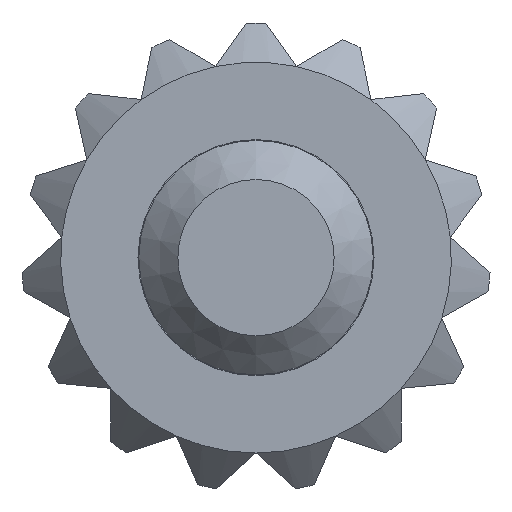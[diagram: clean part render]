
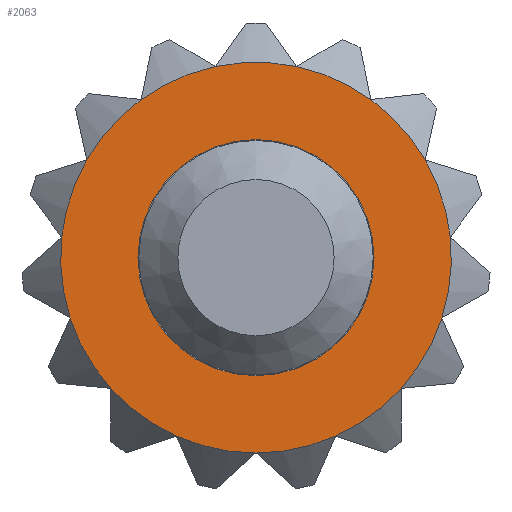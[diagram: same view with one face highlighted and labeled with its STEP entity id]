
A CAD part, front view. The second image highlights one B-rep face of the part: STEP entity #2063.
In plain terms, the highlighted planar face has unit normal (0, -1, 0).
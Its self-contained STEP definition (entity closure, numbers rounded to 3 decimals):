
#10 = CARTESIAN_POINT ( 'NONE',  ( -1.858, 80., -1.673 ) ) ;
#26 = EDGE_CURVE ( 'NONE', #1250, #1518, #363, .T. ) ;
#43 = CIRCLE ( 'NONE', #1779, 2.5 ) ;
#45 = CIRCLE ( 'NONE', #1810, 2.5 ) ;
#107 = EDGE_CURVE ( 'NONE', #1518, #1407, #45, .T. ) ;
#109 = CARTESIAN_POINT ( 'NONE',  ( 0., 80., 0. ) ) ;
#112 = DIRECTION ( 'NONE',  ( 0., 0., 1. ) ) ;
#115 = DIRECTION ( 'NONE',  ( 0., -1., 0. ) ) ;
#200 = EDGE_CURVE ( 'NONE', #1407, #1332, #43, .T. ) ;
#264 = EDGE_CURVE ( 'NONE', #1332, #1232, #493, .T. ) ;
#284 = VERTEX_POINT ( 'NONE', #1692 ) ;
#289 = VERTEX_POINT ( 'NONE', #1675 ) ;
#351 = EDGE_CURVE ( 'NONE', #1232, #984, #2227, .T. ) ;
#363 = CIRCLE ( 'NONE', #1857, 2.5 ) ;
#372 = EDGE_LOOP ( 'NONE', ( #1593, #1256, #1274, #1169, #1174, #941, #1541, #1539, #1085, #1087, #568, #549, #1481, #1480, #1350 ) ) ;
#375 = EDGE_CURVE ( 'NONE', #1867, #284, #2150, .T. ) ;
#410 = DIRECTION ( 'NONE',  ( 0., -1., 0. ) ) ;
#413 = CARTESIAN_POINT ( 'NONE',  ( 0., 80., 0. ) ) ;
#422 = DIRECTION ( 'NONE',  ( 0., 0., -1. ) ) ;
#435 = CARTESIAN_POINT ( 'NONE',  ( 0., 80., 0. ) ) ;
#457 = EDGE_CURVE ( 'NONE', #284, #801, #1890, .T. ) ;
#459 = DIRECTION ( 'NONE',  ( 0., 0., 1. ) ) ;
#461 = DIRECTION ( 'NONE',  ( 0., -1., 0. ) ) ;
#471 = AXIS2_PLACEMENT_3D ( 'NONE', #1507, #1498, #1492 ) ;
#493 = CIRCLE ( 'NONE', #1750, 2.5 ) ;
#537 = EDGE_CURVE ( 'NONE', #801, #1004, #1782, .T. ) ;
#549 = ORIENTED_EDGE ( 'NONE', *, *, #375, .T. ) ;
#568 = ORIENTED_EDGE ( 'NONE', *, *, #947, .T. ) ;
#577 = DIRECTION ( 'NONE',  ( 0., 0., 1. ) ) ;
#579 = PLANE ( 'NONE',  #1184 ) ;
#584 = CARTESIAN_POINT ( 'NONE',  ( -3., 80., 0. ) ) ;
#592 = DIRECTION ( 'NONE',  ( 0., 1., 0. ) ) ;
#612 = FACE_BOUND ( 'NONE', #1923, .T. ) ;
#633 = EDGE_CURVE ( 'NONE', #1004, #289, #1866, .T. ) ;
#657 = FACE_OUTER_BOUND ( 'NONE', #372, .T. ) ;
#664 = DIRECTION ( 'NONE',  ( 0., 0., 1. ) ) ;
#666 = DIRECTION ( 'NONE',  ( 0., -1., 0. ) ) ;
#676 = CARTESIAN_POINT ( 'NONE',  ( 0., 80., 0. ) ) ;
#684 = EDGE_CURVE ( 'NONE', #289, #1869, #1677, .T. ) ;
#695 = DIRECTION ( 'NONE',  ( 0., 0., 1. ) ) ;
#697 = DIRECTION ( 'NONE',  ( 0., -1., 0. ) ) ;
#699 = EDGE_CURVE ( 'NONE', #2035, #2035, #1672, .T. ) ;
#714 = CIRCLE ( 'NONE', #1275, 2.5 ) ;
#727 = CARTESIAN_POINT ( 'NONE',  ( 0., 80., 0. ) ) ;
#771 = EDGE_CURVE ( 'NONE', #984, #1074, #1579, .T. ) ;
#801 = VERTEX_POINT ( 'NONE', #10 ) ;
#909 = DIRECTION ( 'NONE',  ( 0., 0., 1. ) ) ;
#922 = DIRECTION ( 'NONE',  ( 0., 0., 1. ) ) ;
#924 = DIRECTION ( 'NONE',  ( 0., -1., 0. ) ) ;
#931 = CARTESIAN_POINT ( 'NONE',  ( 0., 80., 0. ) ) ;
#941 = ORIENTED_EDGE ( 'NONE', *, *, #107, .T. ) ;
#947 = EDGE_CURVE ( 'NONE', #1074, #1867, #1246, .T. ) ;
#984 = VERTEX_POINT ( 'NONE', #1213 ) ;
#1004 = VERTEX_POINT ( 'NONE', #1185 ) ;
#1027 = CARTESIAN_POINT ( 'NONE',  ( 0., 80., 0. ) ) ;
#1029 = DIRECTION ( 'NONE',  ( 0., -1., 0. ) ) ;
#1046 = CARTESIAN_POINT ( 'NONE',  ( 1.017, 80., -2.284 ) ) ;
#1068 = CARTESIAN_POINT ( 'NONE',  ( 2.165, 80., 1.25 ) ) ;
#1074 = VERTEX_POINT ( 'NONE', #1157 ) ;
#1084 = CARTESIAN_POINT ( 'NONE',  ( 1.469, 80., 2.023 ) ) ;
#1085 = ORIENTED_EDGE ( 'NONE', *, *, #351, .T. ) ;
#1087 = ORIENTED_EDGE ( 'NONE', *, *, #771, .T. ) ;
#1089 = CARTESIAN_POINT ( 'NONE',  ( -2.486, 80., 0.261 ) ) ;
#1095 = CARTESIAN_POINT ( 'NONE',  ( 1.858, 80., -1.673 ) ) ;
#1109 = CIRCLE ( 'NONE', #1425, 2.5 ) ;
#1113 = CARTESIAN_POINT ( 'NONE',  ( 0.52, 80., 2.445 ) ) ;
#1116 = CARTESIAN_POINT ( 'NONE',  ( 2.486, 80., 0.261 ) ) ;
#1124 = CARTESIAN_POINT ( 'NONE',  ( -0.52, 80., 2.445 ) ) ;
#1137 = CARTESIAN_POINT ( 'NONE',  ( 2.378, 80., -0.773 ) ) ;
#1149 = VERTEX_POINT ( 'NONE', #1137 ) ;
#1157 = CARTESIAN_POINT ( 'NONE',  ( -2.165, 80., 1.25 ) ) ;
#1169 = ORIENTED_EDGE ( 'NONE', *, *, #2198, .T. ) ;
#1174 = ORIENTED_EDGE ( 'NONE', *, *, #26, .T. ) ;
#1177 = CARTESIAN_POINT ( 'NONE',  ( 0., 80., -1.51 ) ) ;
#1184 = AXIS2_PLACEMENT_3D ( 'NONE', #584, #592, #577 ) ;
#1185 = CARTESIAN_POINT ( 'NONE',  ( -1.017, 80., -2.284 ) ) ;
#1213 = CARTESIAN_POINT ( 'NONE',  ( -1.469, 80., 2.023 ) ) ;
#1232 = VERTEX_POINT ( 'NONE', #1124 ) ;
#1238 = DIRECTION ( 'NONE',  ( 0., 0., 1. ) ) ;
#1240 = DIRECTION ( 'NONE',  ( 0., -1., 0. ) ) ;
#1241 = CARTESIAN_POINT ( 'NONE',  ( 0., 80., 0. ) ) ;
#1246 = CIRCLE ( 'NONE', #1475, 2.5 ) ;
#1250 = VERTEX_POINT ( 'NONE', #1116 ) ;
#1256 = ORIENTED_EDGE ( 'NONE', *, *, #1951, .T. ) ;
#1274 = ORIENTED_EDGE ( 'NONE', *, *, #2046, .T. ) ;
#1275 = AXIS2_PLACEMENT_3D ( 'NONE', #676, #666, #664 ) ;
#1332 = VERTEX_POINT ( 'NONE', #1113 ) ;
#1350 = ORIENTED_EDGE ( 'NONE', *, *, #633, .T. ) ;
#1407 = VERTEX_POINT ( 'NONE', #1084 ) ;
#1416 = DIRECTION ( 'NONE',  ( 0., 0., 1. ) ) ;
#1417 = DIRECTION ( 'NONE',  ( 0., -1., 0. ) ) ;
#1420 = CARTESIAN_POINT ( 'NONE',  ( 0., 80., 0. ) ) ;
#1425 = AXIS2_PLACEMENT_3D ( 'NONE', #931, #924, #922 ) ;
#1452 = VERTEX_POINT ( 'NONE', #1095 ) ;
#1456 = ORIENTED_EDGE ( 'NONE', *, *, #699, .F. ) ;
#1475 = AXIS2_PLACEMENT_3D ( 'NONE', #1241, #1240, #1238 ) ;
#1480 = ORIENTED_EDGE ( 'NONE', *, *, #537, .T. ) ;
#1481 = ORIENTED_EDGE ( 'NONE', *, *, #457, .T. ) ;
#1492 = DIRECTION ( 'NONE',  ( 0., 0., 1. ) ) ;
#1498 = DIRECTION ( 'NONE',  ( 0., -1., 0. ) ) ;
#1506 = AXIS2_PLACEMENT_3D ( 'NONE', #109, #115, #112 ) ;
#1507 = CARTESIAN_POINT ( 'NONE',  ( 0., 80., 0. ) ) ;
#1518 = VERTEX_POINT ( 'NONE', #1068 ) ;
#1539 = ORIENTED_EDGE ( 'NONE', *, *, #264, .T. ) ;
#1541 = ORIENTED_EDGE ( 'NONE', *, *, #200, .T. ) ;
#1547 = DIRECTION ( 'NONE',  ( 0., 0., 1. ) ) ;
#1549 = DIRECTION ( 'NONE',  ( 0., -1., 0. ) ) ;
#1550 = CARTESIAN_POINT ( 'NONE',  ( 0., 80., 0. ) ) ;
#1556 = AXIS2_PLACEMENT_3D ( 'NONE', #413, #410, #422 ) ;
#1561 = AXIS2_PLACEMENT_3D ( 'NONE', #435, #461, #459 ) ;
#1578 = AXIS2_PLACEMENT_3D ( 'NONE', #727, #697, #695 ) ;
#1579 = CIRCLE ( 'NONE', #1506, 2.5 ) ;
#1580 = DIRECTION ( 'NONE',  ( 0., 0., 1. ) ) ;
#1585 = DIRECTION ( 'NONE',  ( 0., -1., 0. ) ) ;
#1587 = CARTESIAN_POINT ( 'NONE',  ( 0., 80., 0. ) ) ;
#1593 = ORIENTED_EDGE ( 'NONE', *, *, #684, .T. ) ;
#1615 = AXIS2_PLACEMENT_3D ( 'NONE', #1027, #1029, #909 ) ;
#1655 = AXIS2_PLACEMENT_3D ( 'NONE', #1420, #1417, #1416 ) ;
#1672 = CIRCLE ( 'NONE', #1556, 1.51 ) ;
#1675 = CARTESIAN_POINT ( 'NONE',  ( 0., 80., -2.5 ) ) ;
#1677 = CIRCLE ( 'NONE', #1561, 2.5 ) ;
#1682 = DIRECTION ( 'NONE',  ( 0., 0., 1. ) ) ;
#1690 = DIRECTION ( 'NONE',  ( 0., -1., 0. ) ) ;
#1692 = CARTESIAN_POINT ( 'NONE',  ( -2.378, 80., -0.773 ) ) ;
#1694 = CARTESIAN_POINT ( 'NONE',  ( 0., 80., 0. ) ) ;
#1706 = AXIS2_PLACEMENT_3D ( 'NONE', #1550, #1549, #1547 ) ;
#1717 = AXIS2_PLACEMENT_3D ( 'NONE', #1587, #1585, #1580 ) ;
#1750 = AXIS2_PLACEMENT_3D ( 'NONE', #1694, #1690, #1682 ) ;
#1771 = DIRECTION ( 'NONE',  ( 0., 0., 1. ) ) ;
#1779 = AXIS2_PLACEMENT_3D ( 'NONE', #1786, #1784, #1771 ) ;
#1782 = CIRCLE ( 'NONE', #1615, 2.5 ) ;
#1784 = DIRECTION ( 'NONE',  ( 0., -1., 0. ) ) ;
#1786 = CARTESIAN_POINT ( 'NONE',  ( 0., 80., 0. ) ) ;
#1810 = AXIS2_PLACEMENT_3D ( 'NONE', #1884, #1880, #1853 ) ;
#1853 = DIRECTION ( 'NONE',  ( 0., 0., 1. ) ) ;
#1857 = AXIS2_PLACEMENT_3D ( 'NONE', #1983, #1971, #1980 ) ;
#1866 = CIRCLE ( 'NONE', #1578, 2.5 ) ;
#1867 = VERTEX_POINT ( 'NONE', #1089 ) ;
#1869 = VERTEX_POINT ( 'NONE', #1046 ) ;
#1880 = DIRECTION ( 'NONE',  ( 0., -1., 0. ) ) ;
#1884 = CARTESIAN_POINT ( 'NONE',  ( 0., 80., 0. ) ) ;
#1890 = CIRCLE ( 'NONE', #1655, 2.5 ) ;
#1923 = EDGE_LOOP ( 'NONE', ( #1456 ) ) ;
#1951 = EDGE_CURVE ( 'NONE', #1869, #1452, #1109, .T. ) ;
#1971 = DIRECTION ( 'NONE',  ( 0., -1., 0. ) ) ;
#1980 = DIRECTION ( 'NONE',  ( 0., 0., 1. ) ) ;
#1983 = CARTESIAN_POINT ( 'NONE',  ( 0., 80., 0. ) ) ;
#2035 = VERTEX_POINT ( 'NONE', #1177 ) ;
#2046 = EDGE_CURVE ( 'NONE', #1452, #1149, #714, .T. ) ;
#2063 = ADVANCED_FACE ( 'NONE', ( #657, #612 ), #579, .F. ) ;
#2099 = CIRCLE ( 'NONE', #471, 2.5 ) ;
#2150 = CIRCLE ( 'NONE', #1706, 2.5 ) ;
#2198 = EDGE_CURVE ( 'NONE', #1149, #1250, #2099, .T. ) ;
#2227 = CIRCLE ( 'NONE', #1717, 2.5 ) ;
